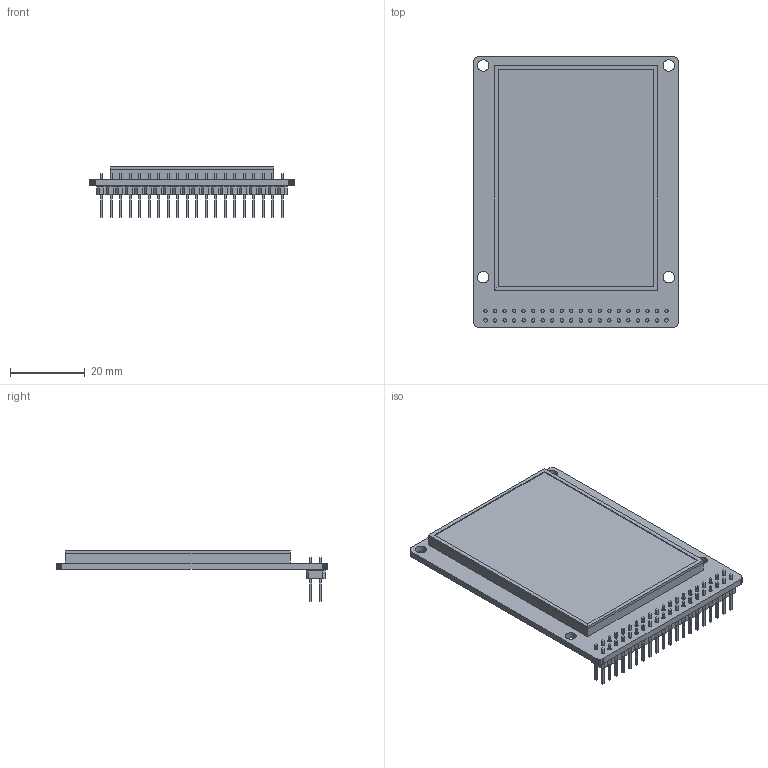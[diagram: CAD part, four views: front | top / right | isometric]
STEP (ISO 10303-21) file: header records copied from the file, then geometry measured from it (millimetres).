
FILE_DESCRIPTION(('Open CASCADE Model'),'2;1');
FILE_NAME('Open CASCADE Shape Model','2015-07-14T16:17:43',('Author'),( 'Open CASCADE'),'Open CASCADE STEP processor 6.5','Open CASCADE 6.5' ,'Unknown');
FILE_SCHEMA(('AUTOMOTIVE_DESIGN { 1 0 10303 214 1 1 1 1 }'));
Length unit declared in the file: millimetre
Products named in the file (18): PCB; Board; J1; 569363088; Extruded; 569363216; 569359760; 569362960; Open CASCADE STEP translator 6.5 1.3; 569362832; 569362704; 569362576
Assembly tree (113 placements, depth 4):
  PCB
    Board
    J1
      569363088  x20
        Extruded
      569363216  x20
        Extruded
      569359760  x20
        Extruded
      569362960  x40
        Extruded
    Open CASCADE STEP translator 6.5 1.3
      569362832
        Extruded
      569362704
        Extruded
      569362576
        Extruded
Bounding box: 54.51 x 72.51 x 13.41 mm (x, y, z)
Volume: 15106.9 mm3; surface area: 22050.4 mm2
Topology: 104 solids, 104 shells, 786 faces, 1732 edges, 1152 vertices
Faces by surface type: plane 742, cylinder 44
Full cylindrical faces by diameter (mm): 0.9 x40, 3 x4
Entity records: 10307 total; most frequent: CARTESIAN_POINT 2064, DIRECTION 1552, LINE 880, VECTOR 880, ORIENTED_EDGE 708, PCURVE 704, DEFINITIONAL_REPRESENTATION 704, EDGE_CURVE 352
